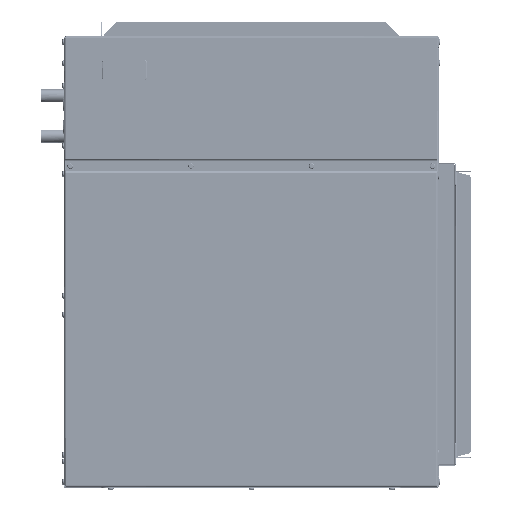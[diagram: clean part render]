
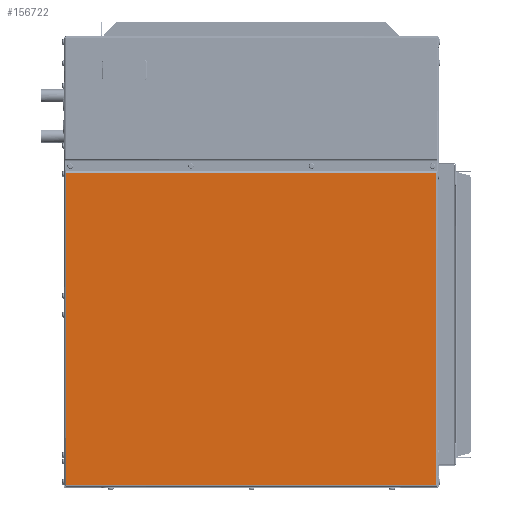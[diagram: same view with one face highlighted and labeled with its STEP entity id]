
A CAD part, top view. The second image highlights one B-rep face of the part: STEP entity #156722.
In plain terms, the highlighted planar face has unit normal (0, 0, 1).
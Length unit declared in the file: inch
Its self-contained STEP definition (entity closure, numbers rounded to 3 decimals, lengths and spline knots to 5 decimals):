
#5827 = AXIS2_PLACEMENT_3D ( 'NONE', #45225, #29952, #44305 ) ;
#12327 = VECTOR ( 'NONE', #92642, 39.37008 ) ;
#14679 = EDGE_CURVE ( 'NONE', #175399, #161956, #168828, .T. ) ;
#25631 = EDGE_CURVE ( 'NONE', #68816, #175399, #126111, .T. ) ;
#29111 = CARTESIAN_POINT ( 'NONE',  ( 12.3391, 0.1702, 12.19215 ) ) ;
#29952 = DIRECTION ( 'NONE',  ( 0., 0., -1. ) ) ;
#33973 = CARTESIAN_POINT ( 'NONE',  ( 12.3391, 20.9734, 12.19215 ) ) ;
#44305 = DIRECTION ( 'NONE',  ( -1., 0., 0. ) ) ;
#45225 = CARTESIAN_POINT ( 'NONE',  ( 0., 10.5718, 12.19215 ) ) ;
#45478 = CARTESIAN_POINT ( 'NONE',  ( 12.3391, 0.11831, 12.19215 ) ) ;
#54903 = FACE_OUTER_BOUND ( 'NONE', #156315, .T. ) ;
#56534 = ORIENTED_EDGE ( 'NONE', *, *, #25631, .T. ) ;
#56834 = PLANE ( 'NONE',  #5827 ) ;
#61802 = DIRECTION ( 'NONE',  ( 0., 1., 0. ) ) ;
#64858 = VECTOR ( 'NONE', #141847, 39.37008 ) ;
#68816 = VERTEX_POINT ( 'NONE', #111891 ) ;
#82389 = CARTESIAN_POINT ( 'NONE',  ( 12.39099, 20.9734, 12.19215 ) ) ;
#92642 = DIRECTION ( 'NONE',  ( 0., -1., 0. ) ) ;
#97699 = LINE ( 'NONE', #82389, #64858 ) ;
#104532 = ORIENTED_EDGE ( 'NONE', *, *, #109399, .T. ) ;
#109399 = EDGE_CURVE ( 'NONE', #161956, #111071, #161698, .T. ) ;
#111071 = VERTEX_POINT ( 'NONE', #33973 ) ;
#111200 = DIRECTION ( 'NONE',  ( 1., 0., 0. ) ) ;
#111425 = ORIENTED_EDGE ( 'NONE', *, *, #14679, .T. ) ;
#111891 = CARTESIAN_POINT ( 'NONE',  ( -12.3391, 20.9734, 12.19215 ) ) ;
#122597 = VECTOR ( 'NONE', #111200, 39.37008 ) ;
#124376 = EDGE_CURVE ( 'NONE', #111071, #68816, #97699, .T. ) ;
#126111 = LINE ( 'NONE', #184621, #12327 ) ;
#141847 = DIRECTION ( 'NONE',  ( -1., 0., 0. ) ) ;
#144957 = ORIENTED_EDGE ( 'NONE', *, *, #124376, .T. ) ;
#156315 = EDGE_LOOP ( 'NONE', ( #111425, #104532, #144957, #56534 ) ) ;
#156722 = ADVANCED_FACE ( 'NONE', ( #54903 ), #56834, .F. ) ;
#161698 = LINE ( 'NONE', #45478, #171728 ) ;
#161956 = VERTEX_POINT ( 'NONE', #29111 ) ;
#168828 = LINE ( 'NONE', #185002, #122597 ) ;
#171728 = VECTOR ( 'NONE', #61802, 39.37008 ) ;
#175399 = VERTEX_POINT ( 'NONE', #183296 ) ;
#183296 = CARTESIAN_POINT ( 'NONE',  ( -12.3391, 0.1702, 12.19215 ) ) ;
#184621 = CARTESIAN_POINT ( 'NONE',  ( -12.3391, 21.02529, 12.19215 ) ) ;
#185002 = CARTESIAN_POINT ( 'NONE',  ( -12.39099, 0.1702, 12.19215 ) ) ;
